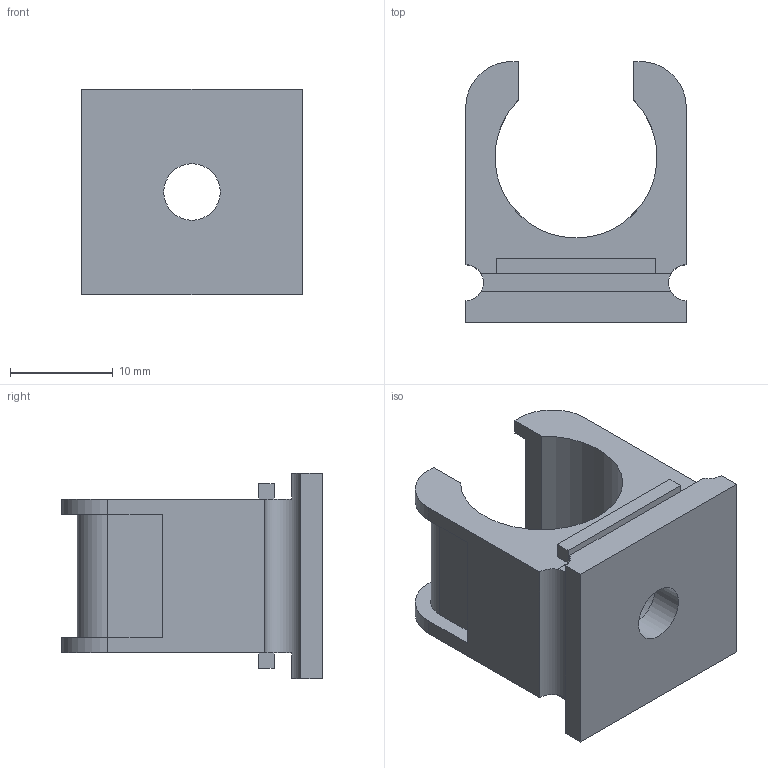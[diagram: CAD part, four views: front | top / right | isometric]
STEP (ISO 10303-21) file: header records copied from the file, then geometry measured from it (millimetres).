
FILE_DESCRIPTION( ( 'STEP AP203' ), '1' );
FILE_NAME( 'FLEXA RQH 5030.025.011.stp', '2020-03-26T20:54:36', ( 'License CC BY-ND 4.0' ), ( 'CADENAS' ), ' ', 'PARTsolutions', ' ' );
FILE_SCHEMA( ( 'CONFIG_CONTROL_DESIGN' ) );
Length unit declared in the file: millimetre
Products named in the file (1): _FLEXA RQH 5030.025.011
Bounding box: 21.5 x 25.4 x 20 mm (x, y, z)
Volume: 4074 mm3; surface area: 3069.8 mm2
Topology: 1 solids, 1 shells, 51 faces, 146 edges, 98 vertices
Faces by surface type: plane 40, cylinder 11
Full cylindrical faces by diameter (mm): 5.5 x1, 10 x1
Entity records: 1756 total; most frequent: CARTESIAN_POINT 363, ORIENTED_EDGE 284, DIRECTION 274, EDGE_CURVE 142, LINE 112, VECTOR 112, VERTEX_POINT 96, AXIS2_PLACEMENT_3D 81
